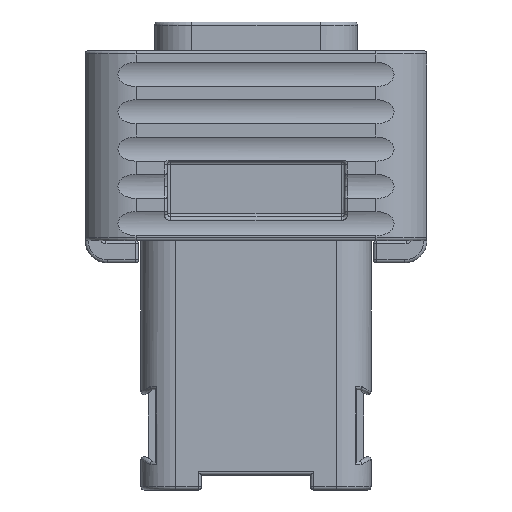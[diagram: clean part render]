
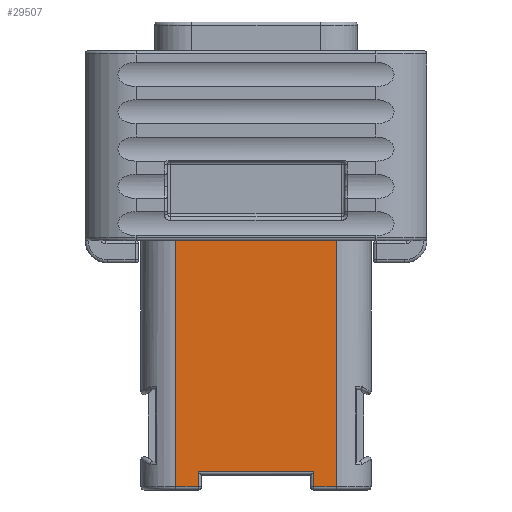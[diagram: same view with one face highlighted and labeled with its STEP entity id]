
A CAD part, front view. The second image highlights one B-rep face of the part: STEP entity #29507.
In plain terms, the highlighted planar face has unit normal (0, -1, 0).
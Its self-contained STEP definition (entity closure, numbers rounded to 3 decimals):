
#100=DIRECTION('',(1.,0.,0.));
#101=VECTOR('',#100,12.9);
#102=CARTESIAN_POINT('',(-6.45,-9.25,0.));
#103=LINE('',#102,#101);
#4668=DIRECTION('',(0.,0.,1.));
#4669=VECTOR('',#4668,1.2);
#4670=CARTESIAN_POINT('',(-4.647,-9.25,-19.81));
#4671=LINE('',#4670,#4669);
#4682=DIRECTION('',(-1.,0.,0.));
#4683=VECTOR('',#4682,9.294);
#4684=CARTESIAN_POINT('',(4.647,-9.25,-18.61));
#4685=LINE('',#4684,#4683);
#4686=DIRECTION('',(-1.,0.,0.));
#4687=VECTOR('',#4686,1.803);
#4688=CARTESIAN_POINT('',(-4.647,-9.25,-19.81));
#4689=LINE('',#4688,#4687);
#4690=DIRECTION('',(0.,0.,-1.));
#4691=VECTOR('',#4690,19.81);
#4692=CARTESIAN_POINT('',(-6.45,-9.25,0.));
#4693=LINE('',#4692,#4691);
#4694=DIRECTION('',(0.,0.,-1.));
#4695=VECTOR('',#4694,19.81);
#4696=CARTESIAN_POINT('',(6.45,-9.25,0.));
#4697=LINE('',#4696,#4695);
#4698=DIRECTION('',(-1.,0.,0.));
#4699=VECTOR('',#4698,1.803);
#4700=CARTESIAN_POINT('',(6.45,-9.25,-19.81));
#4701=LINE('',#4700,#4699);
#4735=DIRECTION('',(0.,0.,-1.));
#4736=VECTOR('',#4735,1.2);
#4737=CARTESIAN_POINT('',(4.647,-9.25,-18.61));
#4738=LINE('',#4737,#4736);
#19207=CARTESIAN_POINT('',(-6.45,-9.25,0.));
#19208=CARTESIAN_POINT('',(6.45,-9.25,0.));
#19209=VERTEX_POINT('',#19207);
#19210=VERTEX_POINT('',#19208);
#20784=CARTESIAN_POINT('',(-4.647,-9.25,-19.81));
#20786=VERTEX_POINT('',#20784);
#20791=CARTESIAN_POINT('',(-6.45,-9.25,-19.81));
#20792=VERTEX_POINT('',#20791);
#20815=CARTESIAN_POINT('',(6.45,-9.25,-19.81));
#20816=VERTEX_POINT('',#20815);
#20819=CARTESIAN_POINT('',(4.647,-9.25,-19.81));
#20820=VERTEX_POINT('',#20819);
#21006=CARTESIAN_POINT('',(4.647,-9.25,-18.61));
#21007=CARTESIAN_POINT('',(-4.647,-9.25,-18.61));
#21008=VERTEX_POINT('',#21006);
#21009=VERTEX_POINT('',#21007);
#29486=CARTESIAN_POINT('',(-9.25,-9.25,-20.06));
#29487=DIRECTION('',(0.,-1.,0.));
#29488=DIRECTION('',(1.,0.,0.));
#29489=AXIS2_PLACEMENT_3D('',#29486,#29487,#29488);
#29490=PLANE('',#29489);
#29492=ORIENTED_EDGE('',*,*,#29491,.T.);
#29493=ORIENTED_EDGE('',*,*,#29475,.F.);
#29495=ORIENTED_EDGE('',*,*,#29494,.T.);
#29497=ORIENTED_EDGE('',*,*,#29496,.F.);
#29498=ORIENTED_EDGE('',*,*,#23170,.T.);
#29500=ORIENTED_EDGE('',*,*,#29499,.T.);
#29502=ORIENTED_EDGE('',*,*,#29501,.T.);
#29504=ORIENTED_EDGE('',*,*,#29503,.F.);
#29505=EDGE_LOOP('',(#29492,#29493,#29495,#29497,#29498,#29500,#29502,#29504));
#29506=FACE_OUTER_BOUND('',#29505,.F.);
#29507=ADVANCED_FACE('',(#29506),#29490,.T.);
#23170=EDGE_CURVE('',#19209,#19210,#103,.T.);
#29475=EDGE_CURVE('',#20786,#21009,#4671,.T.);
#29491=EDGE_CURVE('',#21008,#21009,#4685,.T.);
#29494=EDGE_CURVE('',#20786,#20792,#4689,.T.);
#29496=EDGE_CURVE('',#19209,#20792,#4693,.T.);
#29499=EDGE_CURVE('',#19210,#20816,#4697,.T.);
#29501=EDGE_CURVE('',#20816,#20820,#4701,.T.);
#29503=EDGE_CURVE('',#21008,#20820,#4738,.T.);
